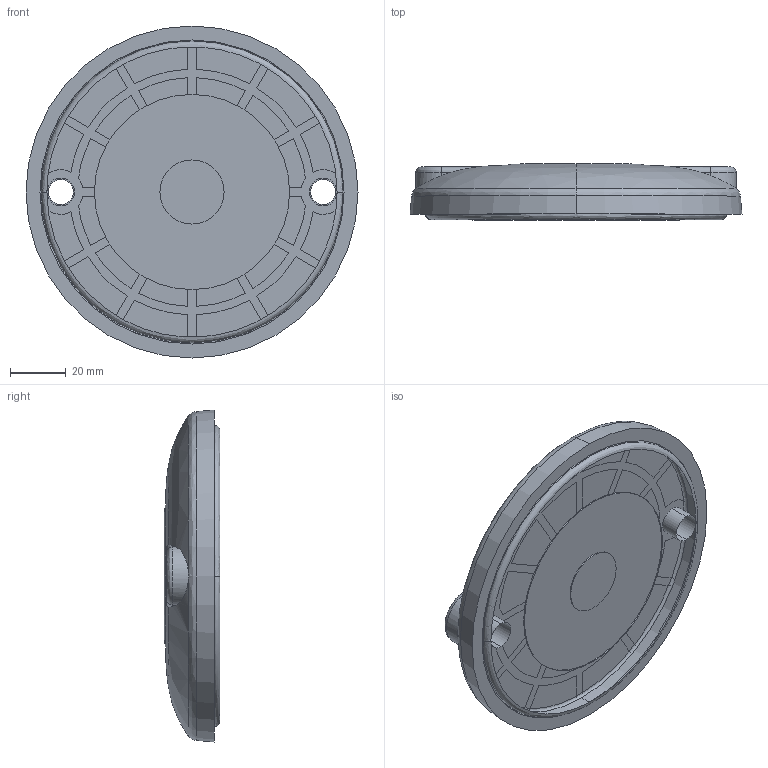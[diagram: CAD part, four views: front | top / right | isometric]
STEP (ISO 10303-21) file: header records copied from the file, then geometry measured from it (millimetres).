
FILE_DESCRIPTION (( 'STEP AP214' ), '1' );
FILE_NAME ('098d120kbg.STEP', '2014-08-22T09:52:41', ( '' ), ( '' ), 'SwSTEP 2.0', 'SolidWorks 2014', '' );
FILE_SCHEMA (( 'AUTOMOTIVE_DESIGN' ));
Length unit declared in the file: millimetre
Products named in the file (1): 098d120kbg
Bounding box: 119 x 20 x 119 mm (x, y, z)
Volume: 133831.3 mm3; surface area: 51590.5 mm2
Topology: 2 solids, 2 shells, 292 faces, 785 edges, 507 vertices
Faces by surface type: cylinder 98, plane 83, cone 64, bspline 47
Entity records: 14189 total; most frequent: CARTESIAN_POINT 3970, ORIENTED_EDGE 1548, DIRECTION 1376, EDGE_CURVE 774, AXIS2_PLACEMENT_3D 560, VERTEX_POINT 503, EDGE_LOOP 317, CIRCLE 314
